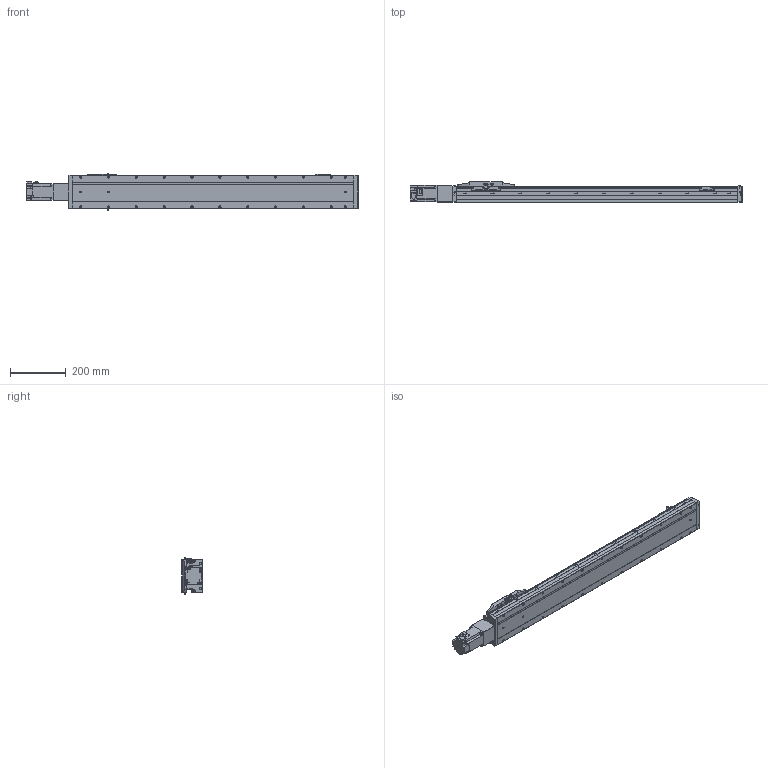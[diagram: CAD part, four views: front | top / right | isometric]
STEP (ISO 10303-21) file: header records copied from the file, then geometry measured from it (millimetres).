
FILE_DESCRIPTION (( 'STEP AP214' ), '1' );
FILE_NAME ('MTU120BC-16XLD-0800-XXXX.STEP', '2025-02-27T13:37:00', ( '' ), ( '' ), 'SwSTEP 2.0', 'SolidWorks 2022', '' );
FILE_SCHEMA (( 'AUTOMOTIVE_DESIGN' ));
Length unit declared in the file: millimetre
Products named in the file (11): MTU120-800FANGTOOTH; MTU120-800MOTOR; MTU120-800SENSORPLATE; MTU120-800CARRIAGE; MTU120-800-1; MTU120BC-16XLD-0800-XXXX; MTU120-800-2; MTU120-800-4; FANG STICKER; MTU120-800-3; MTU120-800SENSOR
Assembly tree (14 placements, depth 2):
  MTU120BC-16XLD-0800-XXXX
    MTU120-800-1
    MTU120-800-2
    MTU120-800-3
    MTU120-800MOTOR
    MTU120-800CARRIAGE
    MTU120-800-4
    MTU120-800SENSORPLATE  x3
    MTU120-800SENSOR  x3
    MTU120-800FANGTOOTH
    FANG STICKER
Bounding box: 1192.3 x 76 x 133.6 mm (x, y, z)
Volume: 7309566.8 mm3; surface area: 581913.1 mm2
Topology: 14 solids, 15 shells, 1779 faces, 4602 edges, 2991 vertices
Faces by surface type: plane 1103, cylinder 508, cone 114, torus 50, sphere 4
Entity records: 46661 total; most frequent: CARTESIAN_POINT 8429, DIRECTION 7938, ORIENTED_EDGE 7752, EDGE_CURVE 3876, LINE 2818, VECTOR 2818, AXIS2_PLACEMENT_3D 2560, VERTEX_POINT 2519
